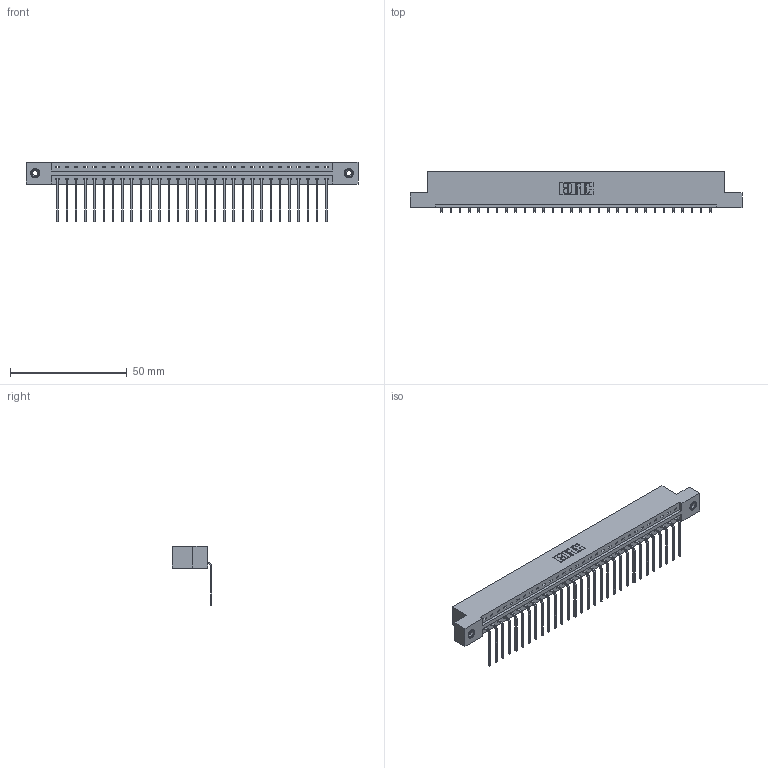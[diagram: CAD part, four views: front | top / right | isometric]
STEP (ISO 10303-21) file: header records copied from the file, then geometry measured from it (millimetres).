
FILE_DESCRIPTION (( 'STEP AP203' ), '1' );
FILE_NAME ('387-030-559-108.STEP', '2018-09-18T03:33:51', ( '' ), ( '' ), 'SwSTEP 2.0', 'SolidWorks 2016', '' );
FILE_SCHEMA (( 'CONFIG_CONTROL_DESIGN' ));
Length unit declared in the file: inch
Products named in the file (4): 337 Part_Flush Mounting Lugs - 0.156 Dia-TI; 345-292-001_558 559 Tail - 1; 345-250-001_345-250-003-102; 387-030-559-108
Assembly tree (33 placements, depth 2):
  387-030-559-108
    337 Part_Flush Mounting Lugs - 0.156 Dia-TI
    345-292-001_558 559 Tail - 1  x30
    345-250-001_345-250-003-102  x2
Bounding box: 141.88 x 17.09 x 25.53 mm (x, y, z)
Volume: 14689.8 mm3; surface area: 15756.9 mm2
Topology: 33 solids, 33 shells, 2094 faces, 6267 edges, 4130 vertices
Faces by surface type: plane 1542, cylinder 536, cone 12, torus 4
Entity records: 25122 total; most frequent: CARTESIAN_POINT 4355, ORIENTED_EDGE 4314, DIRECTION 3723, EDGE_CURVE 2157, VECTOR 2009, LINE 2009, VERTEX_POINT 1432, AXIS2_PLACEMENT_3D 857
